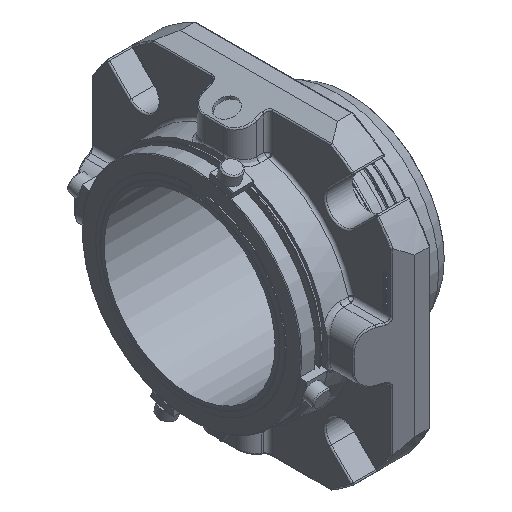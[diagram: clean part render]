
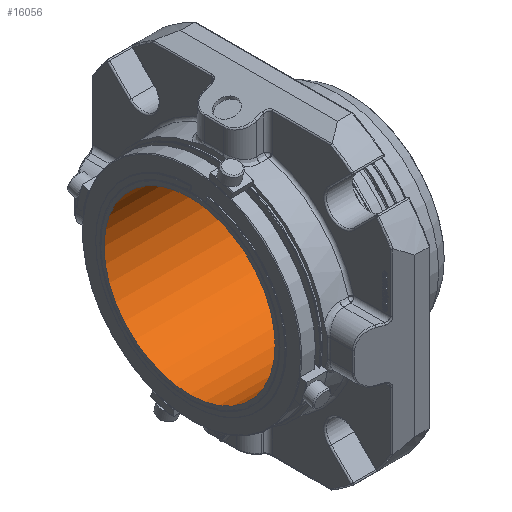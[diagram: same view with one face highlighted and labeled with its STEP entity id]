
A CAD part, isometric view. The second image highlights one B-rep face of the part: STEP entity #16056.
In plain terms, the highlighted cylindrical face has radius 61.913 mm (diameter 123.825 mm), a full revolution.
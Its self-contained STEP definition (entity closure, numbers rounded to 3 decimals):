
#3501=ORIENTED_EDGE('',*,*,#8563,.T.);
#3502=ORIENTED_EDGE('',*,*,#8564,.T.);
#8563=EDGE_CURVE('',#11094,#11094,#12707,.F.);
#8564=EDGE_CURVE('',#11095,#11095,#12708,.F.);
#11094=VERTEX_POINT('',#23017);
#11095=VERTEX_POINT('',#23019);
#12707=CIRCLE('',#17069,61.913);
#12708=CIRCLE('',#17070,61.913);
#13507=EDGE_LOOP('',(#3501));
#13508=EDGE_LOOP('',(#3502));
#14621=FACE_BOUND('',#13507,.T.);
#14622=FACE_BOUND('',#13508,.T.);
#15735=CYLINDRICAL_SURFACE('',#17068,61.913);
#16056=ADVANCED_FACE('',(#14621,#14622),#15735,.F.);
#17068=AXIS2_PLACEMENT_3D('',#23015,#18694,#18695);
#17069=AXIS2_PLACEMENT_3D('',#23016,#18696,#18697);
#17070=AXIS2_PLACEMENT_3D('',#23018,#18698,#18699);
#18694=DIRECTION('',(-1.,0.,0.));
#18695=DIRECTION('',(0.,0.,1.));
#18696=DIRECTION('',(-1.,0.,0.));
#18697=DIRECTION('',(0.,-1.,0.));
#18698=DIRECTION('',(1.,0.,0.));
#18699=DIRECTION('',(0.,1.,0.));
#23015=CARTESIAN_POINT('',(145.503,0.,0.));
#23016=CARTESIAN_POINT('',(10.998,0.,0.));
#23017=CARTESIAN_POINT('',(10.998,-61.913,0.));
#23018=CARTESIAN_POINT('',(-104.927,0.,0.));
#23019=CARTESIAN_POINT('',(-104.927,61.913,0.));
